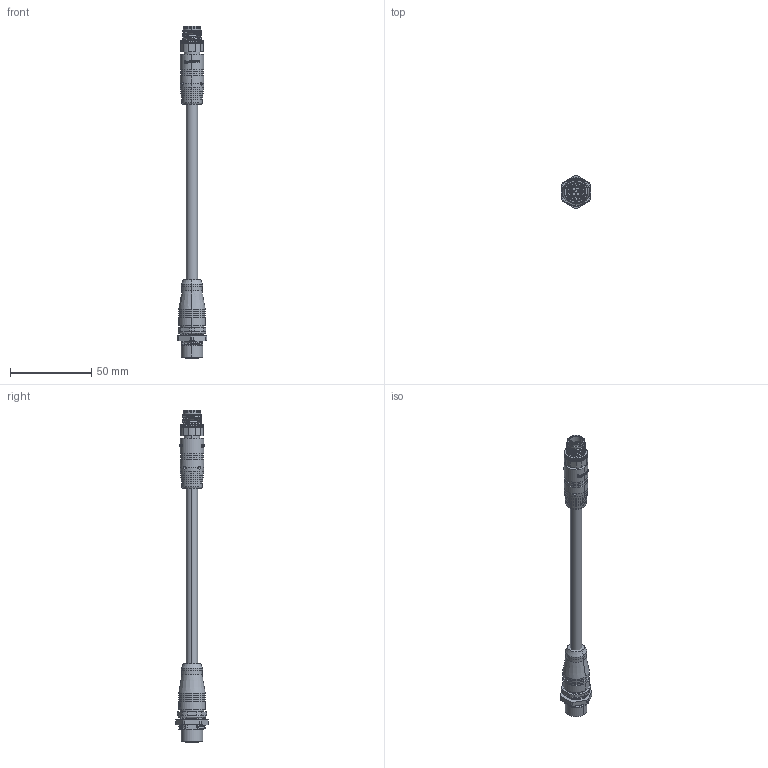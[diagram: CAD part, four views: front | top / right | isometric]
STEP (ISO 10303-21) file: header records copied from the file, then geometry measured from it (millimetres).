
FILE_DESCRIPTION (( 'STEP AP214' ), '1' );
FILE_NAME ('TRG626-T6T.STEP', '2018-08-24T15:23:08', ( '' ), ( '' ), 'SwSTEP 2.0', 'SolidWorks 2017', '' );
FILE_SCHEMA (( 'AUTOMOTIVE_DESIGN' ));
Length unit declared in the file: millimetre
Products named in the file (18): 1AA13-159 -MA4; 1AA13-164-MA2; 1AA13-159; 1AA13-159 -MA1_Type 2 ; 1AL04-078; TRG626-T6T; 1AA13-159 -MA5; 1AA13-159 -MA2; 1AA13-159-MA6; MTN-950_CODE D; 1AA14-164-MA4; MTN-980_W.O CABLE; 1AA13-159 -MA3; 1AA13-164-MA6-TYPE2; 1AA13-164-MA5; 1AA13-164-MA1_MOUNT TYPE; 1AA13-164; 1AA13-164-MA3
Assembly tree (31 placements, depth 4):
  TRG626-T6T
    MTN-950_CODE D
    1AA13-159
      1AA13-159 -MA5
        1AA13-159 -MA4
        1AA13-159 -MA2
        1AA13-159 -MA3  x8
      1AA13-159-MA6
      1AA13-159 -MA1_Type 2 
    1AL04-078
    1AA13-164
      1AA13-164-MA1_MOUNT TYPE
      1AA13-164-MA2
      1AA13-164-MA3
      1AA14-164-MA4  x8
      1AA13-164-MA5
      1AA13-164-MA6-TYPE2
    MTN-980_W.O CABLE
Bounding box: 18 x 20 x 203.9 mm (x, y, z)
Volume: 21085.3 mm3; surface area: 20229.4 mm2
Topology: 28 solids, 28 shells, 2028 faces, 5085 edges, 3178 vertices
Faces by surface type: plane 924, cylinder 635, cone 272, bspline 158, torus 39
Entity records: 66813 total; most frequent: CARTESIAN_POINT 28919, ORIENTED_EDGE 8092, DIRECTION 7147, EDGE_CURVE 4046, AXIS2_PLACEMENT_3D 2581, VERTEX_POINT 2548, LINE 1985, VECTOR 1985
